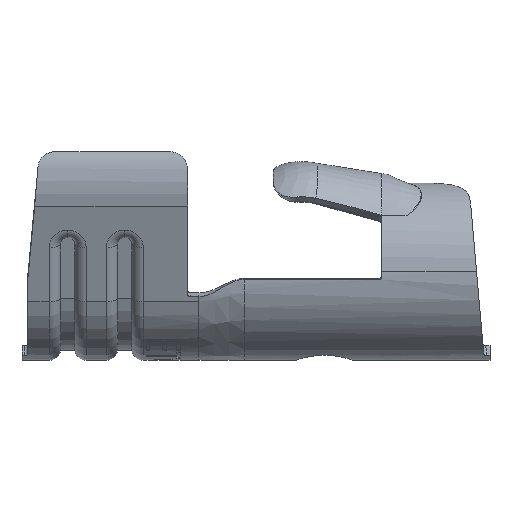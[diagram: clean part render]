
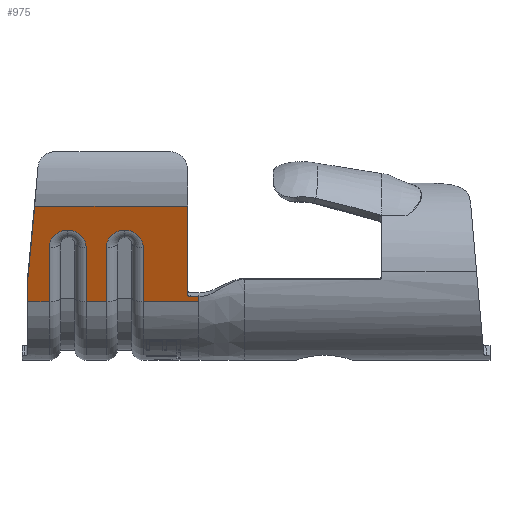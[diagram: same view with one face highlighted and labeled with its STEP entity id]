
A CAD part, top view. The second image highlights one B-rep face of the part: STEP entity #975.
In plain terms, the highlighted planar face has unit normal (0, -0.353, 0.935).
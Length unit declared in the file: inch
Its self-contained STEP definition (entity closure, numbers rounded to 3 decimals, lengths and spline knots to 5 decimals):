
#8 = EDGE_CURVE ( 'NONE', #4677, #8161, #10595, .T. ) ;
#85 = VECTOR ( 'NONE', #1288, 39.37008 ) ;
#107 = DIRECTION ( 'NONE',  ( 0., 0.936, 0.353 ) ) ;
#144 = ORIENTED_EDGE ( 'NONE', *, *, #10582, .T. ) ;
#436 = VECTOR ( 'NONE', #4230, 39.37008 ) ;
#492 = CARTESIAN_POINT ( 'NONE',  ( 0.07, 0.03931, 0.18373 ) ) ;
#531 = VERTEX_POINT ( 'NONE', #7516 ) ;
#600 = VERTEX_POINT ( 'NONE', #3368 ) ;
#660 = EDGE_CURVE ( 'NONE', #1925, #4572, #8477, .T. ) ;
#664 = DIRECTION ( 'NONE',  ( -1., 0., 0. ) ) ;
#739 = CARTESIAN_POINT ( 'NONE',  ( 0.10234, -0.05581, 0.14781 ) ) ;
#812 = VERTEX_POINT ( 'NONE', #8782 ) ;
#891 = CARTESIAN_POINT ( 'NONE',  ( 0.28, 0.11181, 0.2111 ) ) ;
#904 = EDGE_CURVE ( 'NONE', #9417, #3771, #4862, .T. ) ;
#954 = PLANE ( 'NONE',  #1135 ) ;
#968 = EDGE_CURVE ( 'NONE', #8161, #4724, #8120, .T. ) ;
#975 = ADVANCED_FACE ( 'NONE', ( #8451 ), #954, .F. ) ;
#1065 = DIRECTION ( 'NONE',  ( 0., -0.936, -0.353 ) ) ;
#1128 = VECTOR ( 'NONE', #3352, 39.37008 ) ;
#1135 = AXIS2_PLACEMENT_3D ( 'NONE', #4291, #7661, #107 ) ;
#1158 = ORIENTED_EDGE ( 'NONE', *, *, #904, .F. ) ;
#1267 = EDGE_LOOP ( 'NONE', ( #144, #10077, #9323, #1866, #4386, #7747, #3553, #2732, #6130, #5284, #8600, #6994, #2783, #9420, #8654, #1158, #7851, #10226 ) ) ;
#1288 = DIRECTION ( 'NONE',  ( -1., 0., 0. ) ) ;
#1561 = EDGE_CURVE ( 'NONE', #2486, #8450, #2380, .T. ) ;
#1710 = EDGE_CURVE ( 'NONE', #10218, #8553, #5471, .T. ) ;
#1777 = DIRECTION ( 'NONE',  ( 0., 0.353, -0.936 ) ) ;
#1809 = CARTESIAN_POINT ( 'NONE',  ( -0.00132, -0.03278, 0.15651 ) ) ;
#1837 = DIRECTION ( 'NONE',  ( 0., 0.353, -0.936 ) ) ;
#1866 = ORIENTED_EDGE ( 'NONE', *, *, #4508, .F. ) ;
#1925 = VERTEX_POINT ( 'NONE', #4510 ) ;
#2006 = CARTESIAN_POINT ( 'NONE',  ( 0.10234, 0.03931, 0.18373 ) ) ;
#2017 = EDGE_CURVE ( 'NONE', #4572, #7218, #5557, .T. ) ;
#2199 = DIRECTION ( 'NONE',  ( 0., 0.936, 0.353 ) ) ;
#2212 = DIRECTION ( 'NONE',  ( 0., -0.936, -0.353 ) ) ;
#2380 = CIRCLE ( 'NONE', #7138, 0.03234 ) ;
#2399 = DIRECTION ( 'NONE',  ( -1., 0., 0. ) ) ;
#2486 = VERTEX_POINT ( 'NONE', #4553 ) ;
#2559 = DIRECTION ( 'NONE',  ( 0., -0.936, -0.353 ) ) ;
#2594 = DIRECTION ( 'NONE',  ( 0., 0.353, -0.936 ) ) ;
#2699 = LINE ( 'NONE', #8568, #5504 ) ;
#2732 = ORIENTED_EDGE ( 'NONE', *, *, #7610, .T. ) ;
#2783 = ORIENTED_EDGE ( 'NONE', *, *, #660, .T. ) ;
#3002 = CARTESIAN_POINT ( 'NONE',  ( 0.13766, -0.05581, 0.14781 ) ) ;
#3067 = LINE ( 'NONE', #5627, #7120 ) ;
#3110 = CARTESIAN_POINT ( 'NONE',  ( 0.17, 0.06956, 0.19515 ) ) ;
#3155 = VERTEX_POINT ( 'NONE', #10117 ) ;
#3240 = CARTESIAN_POINT ( 'NONE',  ( 0.3, -0.04646, 0.15135 ) ) ;
#3352 = DIRECTION ( 'NONE',  ( 0., -0.936, -0.353 ) ) ;
#3368 = CARTESIAN_POINT ( 'NONE',  ( 0.0122, 0.11181, 0.2111 ) ) ;
#3553 = ORIENTED_EDGE ( 'NONE', *, *, #5342, .F. ) ;
#3771 = VERTEX_POINT ( 'NONE', #739 ) ;
#3831 = DIRECTION ( 'NONE',  ( 0., 0.353, -0.936 ) ) ;
#3928 = LINE ( 'NONE', #7320, #4449 ) ;
#4032 = CARTESIAN_POINT ( 'NONE',  ( 0., -0.05581, 0.14781 ) ) ;
#4230 = DIRECTION ( 'NONE',  ( -1., 0., 0. ) ) ;
#4291 = CARTESIAN_POINT ( 'NONE',  ( 0.28, -0.05581, 0.14781 ) ) ;
#4386 = ORIENTED_EDGE ( 'NONE', *, *, #8, .T. ) ;
#4449 = VECTOR ( 'NONE', #10475, 39.37008 ) ;
#4508 = EDGE_CURVE ( 'NONE', #4677, #7383, #2699, .T. ) ;
#4510 = CARTESIAN_POINT ( 'NONE',  ( 0.03766, 0.03931, 0.18373 ) ) ;
#4553 = CARTESIAN_POINT ( 'NONE',  ( 0.13766, 0.03931, 0.18373 ) ) ;
#4572 = VERTEX_POINT ( 'NONE', #10245 ) ;
#4677 = VERTEX_POINT ( 'NONE', #4859 ) ;
#4724 = VERTEX_POINT ( 'NONE', #10599 ) ;
#4785 = CARTESIAN_POINT ( 'NONE',  ( 0.20234, 0.03931, 0.18373 ) ) ;
#4859 = CARTESIAN_POINT ( 'NONE',  ( 0.3, -0.04646, 0.15135 ) ) ;
#4862 = LINE ( 'NONE', #8188, #8139 ) ;
#4997 = EDGE_CURVE ( 'NONE', #600, #812, #9272, .T. ) ;
#5024 = VECTOR ( 'NONE', #2212, 39.37008 ) ;
#5029 = LINE ( 'NONE', #10706, #1128 ) ;
#5136 = DIRECTION ( 'NONE',  ( 0., 0.936, 0.353 ) ) ;
#5170 = DIRECTION ( 'NONE',  ( -0.087, -0.932, -0.352 ) ) ;
#5178 = AXIS2_PLACEMENT_3D ( 'NONE', #6416, #9621, #2199 ) ;
#5186 = EDGE_CURVE ( 'NONE', #9417, #2486, #10374, .T. ) ;
#5197 = CIRCLE ( 'NONE', #5178, 0.03234 ) ;
#5203 = DIRECTION ( 'NONE',  ( 0., 0.936, 0.353 ) ) ;
#5284 = ORIENTED_EDGE ( 'NONE', *, *, #7541, .T. ) ;
#5342 = EDGE_CURVE ( 'NONE', #531, #4724, #6770, .T. ) ;
#5471 = LINE ( 'NONE', #8781, #85 ) ;
#5504 = VECTOR ( 'NONE', #1065, 39.37008 ) ;
#5557 = CIRCLE ( 'NONE', #10127, 0.03234 ) ;
#5627 = CARTESIAN_POINT ( 'NONE',  ( 0.03766, -0.05581, 0.14781 ) ) ;
#5993 = DIRECTION ( 'NONE',  ( 0., 0.936, 0.353 ) ) ;
#6027 = VECTOR ( 'NONE', #5170, 39.37008 ) ;
#6070 = VECTOR ( 'NONE', #2399, 39.37008 ) ;
#6130 = ORIENTED_EDGE ( 'NONE', *, *, #4997, .T. ) ;
#6407 = DIRECTION ( 'NONE',  ( 0., 0.936, 0.353 ) ) ;
#6416 = CARTESIAN_POINT ( 'NONE',  ( 0.17, 0.03931, 0.18373 ) ) ;
#6428 = LINE ( 'NONE', #9632, #5024 ) ;
#6608 = LINE ( 'NONE', #9813, #6070 ) ;
#6635 = DIRECTION ( 'NONE',  ( -1., 0., 0. ) ) ;
#6770 = LINE ( 'NONE', #9970, #9078 ) ;
#6857 = CARTESIAN_POINT ( 'NONE',  ( 0.07, 0.03931, 0.18373 ) ) ;
#6965 = EDGE_CURVE ( 'NONE', #10218, #1925, #3067, .T. ) ;
#6994 = ORIENTED_EDGE ( 'NONE', *, *, #6965, .T. ) ;
#7120 = VECTOR ( 'NONE', #8922, 39.37008 ) ;
#7138 = AXIS2_PLACEMENT_3D ( 'NONE', #10004, #2594, #5993 ) ;
#7218 = VERTEX_POINT ( 'NONE', #2006 ) ;
#7227 = DIRECTION ( 'NONE',  ( 0., 0.936, 0.353 ) ) ;
#7320 = CARTESIAN_POINT ( 'NONE',  ( 0.10234, -0.05581, 0.14781 ) ) ;
#7383 = VERTEX_POINT ( 'NONE', #9785 ) ;
#7489 = CARTESIAN_POINT ( 'NONE',  ( 0.285, -0.04646, 0.15135 ) ) ;
#7516 = CARTESIAN_POINT ( 'NONE',  ( 0.28, 0.11181, 0.2111 ) ) ;
#7541 = EDGE_CURVE ( 'NONE', #812, #8553, #5029, .T. ) ;
#7610 = EDGE_CURVE ( 'NONE', #531, #600, #8395, .T. ) ;
#7661 = DIRECTION ( 'NONE',  ( 0., 0.353, -0.936 ) ) ;
#7747 = ORIENTED_EDGE ( 'NONE', *, *, #968, .T. ) ;
#7851 = ORIENTED_EDGE ( 'NONE', *, *, #5186, .T. ) ;
#7897 = VECTOR ( 'NONE', #6635, 39.37008 ) ;
#8087 = AXIS2_PLACEMENT_3D ( 'NONE', #9244, #1777, #5136 ) ;
#8120 = CIRCLE ( 'NONE', #8087, 0.005 ) ;
#8139 = VECTOR ( 'NONE', #664, 39.37008 ) ;
#8161 = VERTEX_POINT ( 'NONE', #7489 ) ;
#8188 = CARTESIAN_POINT ( 'NONE',  ( 0.28, -0.05581, 0.14781 ) ) ;
#8395 = LINE ( 'NONE', #891, #436 ) ;
#8443 = EDGE_CURVE ( 'NONE', #7218, #3771, #3928, .T. ) ;
#8450 = VERTEX_POINT ( 'NONE', #3110 ) ;
#8451 = FACE_OUTER_BOUND ( 'NONE', #1267, .T. ) ;
#8468 = AXIS2_PLACEMENT_3D ( 'NONE', #6857, #1837, #5203 ) ;
#8477 = CIRCLE ( 'NONE', #8468, 0.03234 ) ;
#8553 = VERTEX_POINT ( 'NONE', #4032 ) ;
#8568 = CARTESIAN_POINT ( 'NONE',  ( 0.3, -0.05581, 0.14781 ) ) ;
#8592 = EDGE_CURVE ( 'NONE', #7383, #3155, #6608, .T. ) ;
#8600 = ORIENTED_EDGE ( 'NONE', *, *, #1710, .F. ) ;
#8654 = ORIENTED_EDGE ( 'NONE', *, *, #8443, .T. ) ;
#8781 = CARTESIAN_POINT ( 'NONE',  ( 0.28, -0.05581, 0.14781 ) ) ;
#8782 = CARTESIAN_POINT ( 'NONE',  ( 0., -0.01863, 0.16185 ) ) ;
#8922 = DIRECTION ( 'NONE',  ( 0., 0.936, 0.353 ) ) ;
#9078 = VECTOR ( 'NONE', #2559, 39.37008 ) ;
#9156 = VECTOR ( 'NONE', #6407, 39.37008 ) ;
#9244 = CARTESIAN_POINT ( 'NONE',  ( 0.285, -0.04178, 0.15311 ) ) ;
#9272 = LINE ( 'NONE', #1809, #6027 ) ;
#9323 = ORIENTED_EDGE ( 'NONE', *, *, #8592, .F. ) ;
#9327 = CARTESIAN_POINT ( 'NONE',  ( 0.03766, -0.05581, 0.14781 ) ) ;
#9417 = VERTEX_POINT ( 'NONE', #10421 ) ;
#9420 = ORIENTED_EDGE ( 'NONE', *, *, #2017, .T. ) ;
#9621 = DIRECTION ( 'NONE',  ( 0., 0.353, -0.936 ) ) ;
#9632 = CARTESIAN_POINT ( 'NONE',  ( 0.20234, -0.05581, 0.14781 ) ) ;
#9785 = CARTESIAN_POINT ( 'NONE',  ( 0.3, -0.05581, 0.14781 ) ) ;
#9813 = CARTESIAN_POINT ( 'NONE',  ( 0.28, -0.05581, 0.14781 ) ) ;
#9955 = EDGE_CURVE ( 'NONE', #10700, #3155, #6428, .T. ) ;
#9970 = CARTESIAN_POINT ( 'NONE',  ( 0.28, -0.05581, 0.14781 ) ) ;
#10004 = CARTESIAN_POINT ( 'NONE',  ( 0.17, 0.03931, 0.18373 ) ) ;
#10077 = ORIENTED_EDGE ( 'NONE', *, *, #9955, .T. ) ;
#10117 = CARTESIAN_POINT ( 'NONE',  ( 0.20234, -0.05581, 0.14781 ) ) ;
#10127 = AXIS2_PLACEMENT_3D ( 'NONE', #492, #3831, #7227 ) ;
#10218 = VERTEX_POINT ( 'NONE', #9327 ) ;
#10226 = ORIENTED_EDGE ( 'NONE', *, *, #1561, .T. ) ;
#10245 = CARTESIAN_POINT ( 'NONE',  ( 0.07, 0.06956, 0.19515 ) ) ;
#10374 = LINE ( 'NONE', #3002, #9156 ) ;
#10421 = CARTESIAN_POINT ( 'NONE',  ( 0.13766, -0.05581, 0.14781 ) ) ;
#10475 = DIRECTION ( 'NONE',  ( 0., -0.936, -0.353 ) ) ;
#10582 = EDGE_CURVE ( 'NONE', #8450, #10700, #5197, .T. ) ;
#10595 = LINE ( 'NONE', #3240, #7897 ) ;
#10599 = CARTESIAN_POINT ( 'NONE',  ( 0.28, -0.04178, 0.15311 ) ) ;
#10700 = VERTEX_POINT ( 'NONE', #4785 ) ;
#10706 = CARTESIAN_POINT ( 'NONE',  ( 0., -0.05581, 0.14781 ) ) ;
